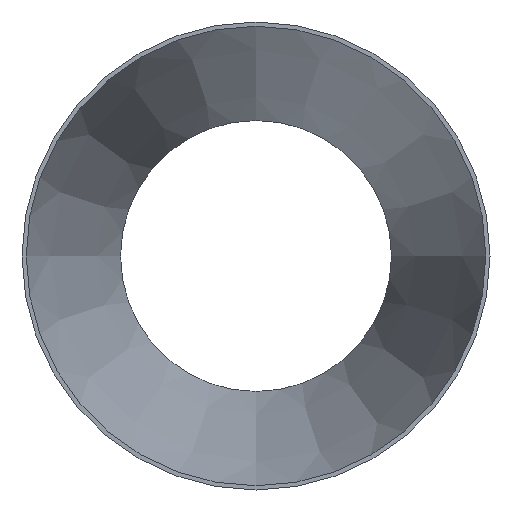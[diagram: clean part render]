
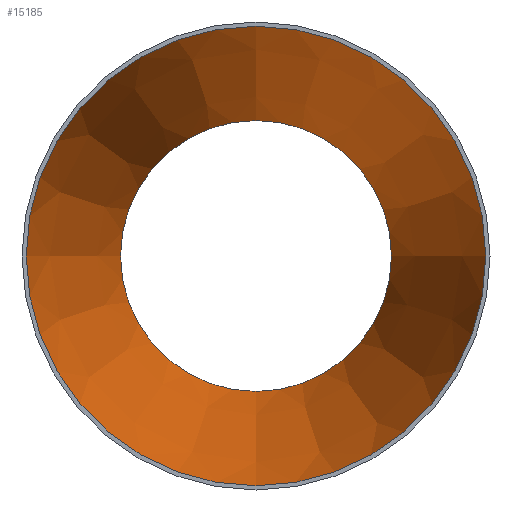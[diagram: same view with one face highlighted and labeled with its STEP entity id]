
A CAD part, front view. The second image highlights one B-rep face of the part: STEP entity #15185.
In plain terms, the highlighted conical face has half-angle 13.59 degrees and reference radius 224.485 mm.
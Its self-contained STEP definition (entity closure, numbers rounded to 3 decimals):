
#1129 = CIRCLE ( 'NONE', #20035, 132.385 ) ;
#3314 = ORIENTED_EDGE ( 'NONE', *, *, #19411, .F. ) ;
#4177 = DIRECTION ( 'NONE',  ( 0., -1., 0. ) ) ;
#6131 = CIRCLE ( 'NONE', #17003, 224.485 ) ;
#8012 = DIRECTION ( 'NONE',  ( 0., -1., 0. ) ) ;
#10331 = VERTEX_POINT ( 'NONE', #14784 ) ;
#10963 = FACE_OUTER_BOUND ( 'NONE', #23931, .T. ) ;
#11429 = EDGE_CURVE ( 'NONE', #10331, #10331, #6131, .T. ) ;
#12673 = DIRECTION ( 'NONE',  ( 0., 0., -1. ) ) ;
#13270 = EDGE_LOOP ( 'NONE', ( #3314 ) ) ;
#14784 = CARTESIAN_POINT ( 'NONE',  ( 0., 0., -224.485 ) ) ;
#14895 = DIRECTION ( 'NONE',  ( 0., -1., 0. ) ) ;
#15185 = ADVANCED_FACE ( 'NONE', ( #22691, #10963 ), #25146, .F. ) ;
#17003 = AXIS2_PLACEMENT_3D ( 'NONE', #28334, #8012, #17045 ) ;
#17045 = DIRECTION ( 'NONE',  ( 0., 0., -1. ) ) ;
#17123 = CARTESIAN_POINT ( 'NONE',  ( 0., 381., 0. ) ) ;
#19411 = EDGE_CURVE ( 'NONE', #26080, #26080, #1129, .T. ) ;
#20005 = DIRECTION ( 'NONE',  ( 0., 0., -1. ) ) ;
#20035 = AXIS2_PLACEMENT_3D ( 'NONE', #17123, #14895, #12673 ) ;
#22691 = FACE_BOUND ( 'NONE', #13270, .T. ) ;
#23931 = EDGE_LOOP ( 'NONE', ( #29310 ) ) ;
#25063 = CARTESIAN_POINT ( 'NONE',  ( 0., 0., 0. ) ) ;
#25146 = CONICAL_SURFACE ( 'NONE', #28926, 224.485, 0.237 ) ;
#26080 = VERTEX_POINT ( 'NONE', #26527 ) ;
#26527 = CARTESIAN_POINT ( 'NONE',  ( 0., 381., -132.385 ) ) ;
#28334 = CARTESIAN_POINT ( 'NONE',  ( 0., 0., 0. ) ) ;
#28926 = AXIS2_PLACEMENT_3D ( 'NONE', #25063, #4177, #20005 ) ;
#29310 = ORIENTED_EDGE ( 'NONE', *, *, #11429, .T. ) ;
